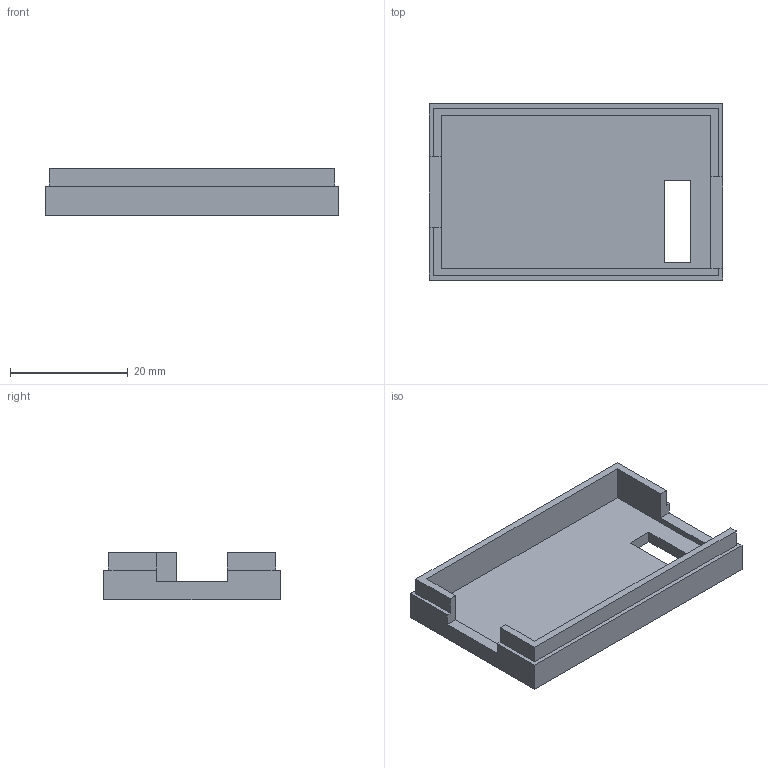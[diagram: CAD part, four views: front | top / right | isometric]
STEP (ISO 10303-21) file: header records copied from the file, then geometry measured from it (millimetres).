
FILE_DESCRIPTION(('FreeCAD Model'),'2;1');
FILE_NAME( 'enclosure_down.step', '2015-06-23T15:44:42',('Author'),(''), 'Open CASCADE STEP processor 6.8','FreeCAD','Unknown');
FILE_SCHEMA(('AUTOMOTIVE_DESIGN_CC2 { 1 2 10303 214 -1 1 5 4 }'));
Length unit declared in the file: millimetre
Products named in the file (2): ASSEMBLY; h_usb_e_down
Assembly tree (1 placements, depth 2):
  ASSEMBLY
    h_usb_e_down
Bounding box: 49.75 x 29.9 x 8 mm (x, y, z)
Volume: 4106.4 mm3; surface area: 4797 mm2
Topology: 1 solids, 1 shells, 29 faces, 82 edges, 55 vertices
Faces by surface type: plane 29
Entity records: 1966 total; most frequent: CARTESIAN_POINT 399, DIRECTION 241, LINE 179, VECTOR 179, ORIENTED_EDGE 164, PCURVE 164, DEFINITIONAL_REPRESENTATION 164, EDGE_CURVE 82
